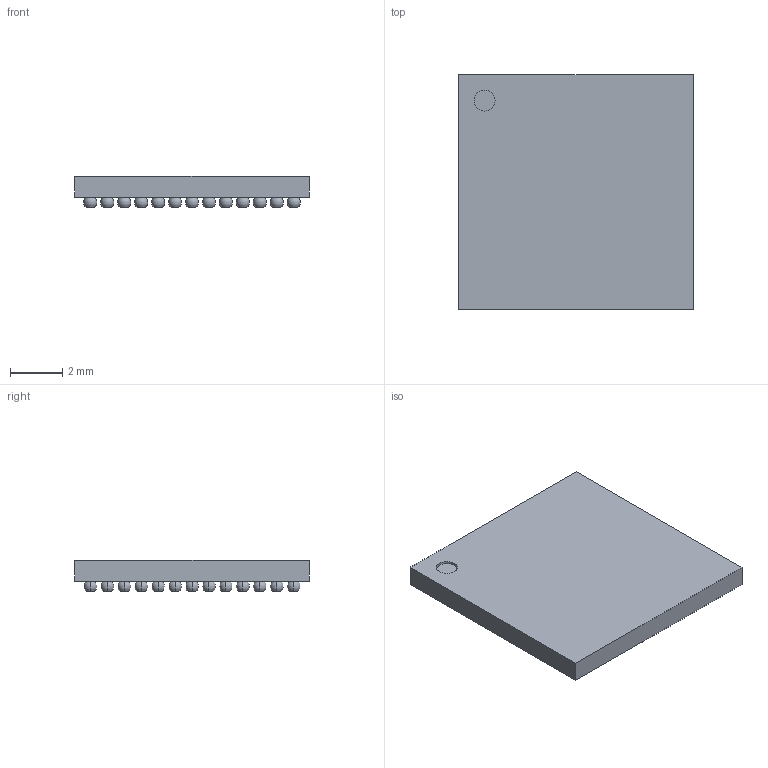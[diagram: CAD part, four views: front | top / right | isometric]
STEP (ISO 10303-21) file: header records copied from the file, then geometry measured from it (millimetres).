
FILE_DESCRIPTION((''),'2;1');
FILE_NAME('BGA120C65P13X13_900X900X120.stp','2011-01-12T13:39:47',(''),(''),'Mechanical Desktop 2011','Mechanical Desktop 2011',', , ');
FILE_SCHEMA(('AUTOMOTIVE_DESIGN { 1 2 10303 214 1 1 1 1 }'));
Length unit declared in the file: millimetre
Products named in the file (1): Product
Bounding box: 9 x 9 x 1.2 mm (x, y, z)
Volume: 72.2 mm3; surface area: 283.4 mm2
Topology: 121 solids, 121 shells, 489 faces, 978 edges, 732 vertices
Faces by surface type: plane 247, sphere 240, cylinder 2
Entity records: 13608 total; most frequent: DIRECTION 2922, CARTESIAN_POINT 2200, ORIENTED_EDGE 1956, AXIS2_PLACEMENT_3D 1454, EDGE_CURVE 978, CIRCLE 964, VERTEX_POINT 732, EDGE_LOOP 490
